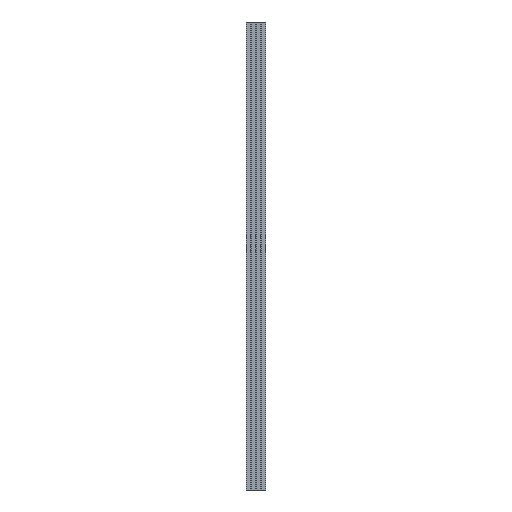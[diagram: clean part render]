
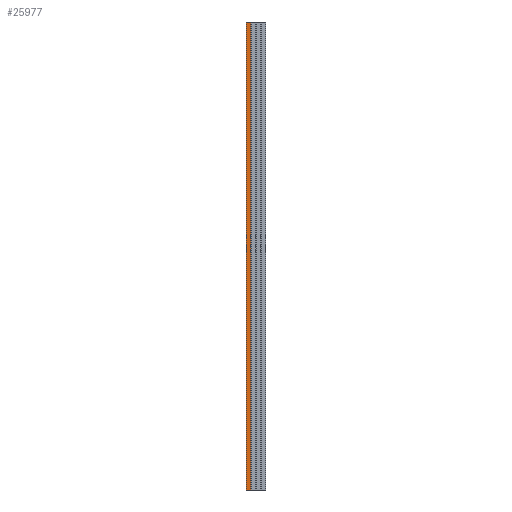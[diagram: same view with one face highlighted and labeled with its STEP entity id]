
A CAD part, left-side view. The second image highlights one B-rep face of the part: STEP entity #25977.
In plain terms, the highlighted planar face has unit normal (-1, 0, 0).
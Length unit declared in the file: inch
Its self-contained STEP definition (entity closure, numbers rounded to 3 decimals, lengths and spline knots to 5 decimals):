
#774 = EDGE_CURVE ( 'NONE', #4942, #29335, #10921, .T. ) ;
#1440 = DIRECTION ( 'NONE',  ( -1., 0., 0. ) ) ;
#2223 = CARTESIAN_POINT ( 'NONE',  ( -0.5, 1., 0.5 ) ) ;
#3116 = EDGE_CURVE ( 'NONE', #19723, #21821, #3486, .T. ) ;
#3486 = LINE ( 'NONE', #10499, #29059 ) ;
#3885 = PLANE ( 'NONE',  #26872 ) ;
#4942 = VERTEX_POINT ( 'NONE', #2223 ) ;
#6080 = ORIENTED_EDGE ( 'NONE', *, *, #3116, .T. ) ;
#6155 = CARTESIAN_POINT ( 'NONE',  ( -0.5, -1., -46.5 ) ) ;
#6235 = EDGE_CURVE ( 'NONE', #21821, #29335, #12275, .T. ) ;
#10499 = CARTESIAN_POINT ( 'NONE',  ( -0.5, -1., -46.5 ) ) ;
#10745 = DIRECTION ( 'NONE',  ( 0., 0., 1. ) ) ;
#10921 = LINE ( 'NONE', #15479, #28538 ) ;
#11072 = DIRECTION ( 'NONE',  ( 0., -1., 0. ) ) ;
#12275 = LINE ( 'NONE', #21582, #16531 ) ;
#12732 = DIRECTION ( 'NONE',  ( 0., 0., 1. ) ) ;
#12889 = CARTESIAN_POINT ( 'NONE',  ( -0.5, 1., -46.5 ) ) ;
#13330 = CARTESIAN_POINT ( 'NONE',  ( -0.5, 0.505, 0.5 ) ) ;
#13657 = CARTESIAN_POINT ( 'NONE',  ( -0.5, 0.505, -46.5 ) ) ;
#15479 = CARTESIAN_POINT ( 'NONE',  ( -0.5, -1., 0.5 ) ) ;
#15512 = ORIENTED_EDGE ( 'NONE', *, *, #6235, .T. ) ;
#16531 = VECTOR ( 'NONE', #26610, 39.37008 ) ;
#16911 = EDGE_CURVE ( 'NONE', #19723, #4942, #19903, .T. ) ;
#18895 = ORIENTED_EDGE ( 'NONE', *, *, #774, .F. ) ;
#19723 = VERTEX_POINT ( 'NONE', #23833 ) ;
#19903 = LINE ( 'NONE', #12889, #23522 ) ;
#20647 = FACE_OUTER_BOUND ( 'NONE', #25926, .T. ) ;
#21582 = CARTESIAN_POINT ( 'NONE',  ( -0.5, 0.505, -46.5 ) ) ;
#21821 = VERTEX_POINT ( 'NONE', #13657 ) ;
#21944 = DIRECTION ( 'NONE',  ( 0., -1., 0. ) ) ;
#23522 = VECTOR ( 'NONE', #12732, 39.37008 ) ;
#23833 = CARTESIAN_POINT ( 'NONE',  ( -0.5, 1., -46.5 ) ) ;
#25926 = EDGE_LOOP ( 'NONE', ( #15512, #18895, #26195, #6080 ) ) ;
#25977 = ADVANCED_FACE ( 'NONE', ( #20647 ), #3885, .T. ) ;
#26195 = ORIENTED_EDGE ( 'NONE', *, *, #16911, .F. ) ;
#26610 = DIRECTION ( 'NONE',  ( 0., 0., 1. ) ) ;
#26872 = AXIS2_PLACEMENT_3D ( 'NONE', #6155, #1440, #10745 ) ;
#28538 = VECTOR ( 'NONE', #11072, 39.37008 ) ;
#29059 = VECTOR ( 'NONE', #21944, 39.37008 ) ;
#29335 = VERTEX_POINT ( 'NONE', #13330 ) ;
